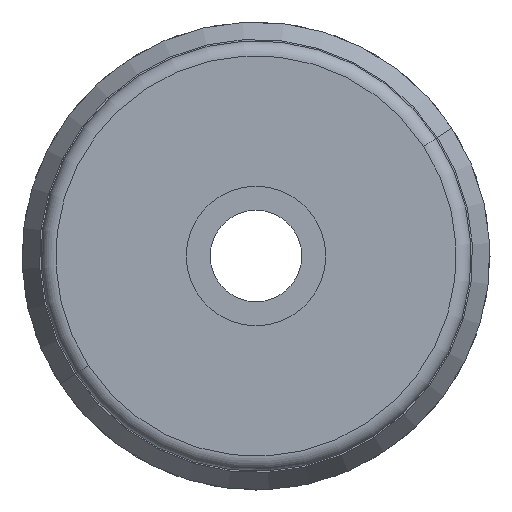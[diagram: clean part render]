
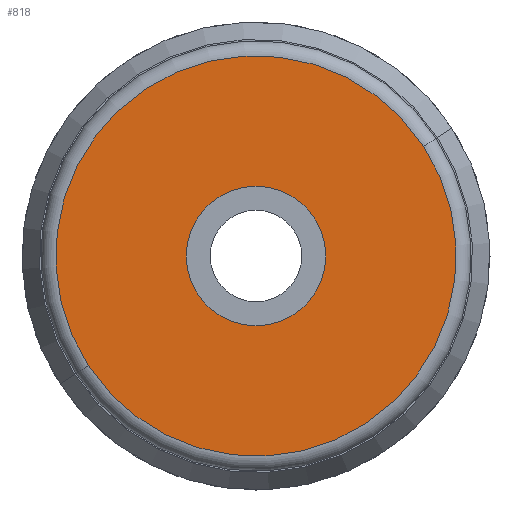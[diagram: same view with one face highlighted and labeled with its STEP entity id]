
A CAD part, front view. The second image highlights one B-rep face of the part: STEP entity #818.
In plain terms, the highlighted planar face has unit normal (0, -1, 0).
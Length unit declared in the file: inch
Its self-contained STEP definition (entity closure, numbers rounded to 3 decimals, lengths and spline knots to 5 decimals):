
#37 = CARTESIAN_POINT ( 'NONE',  ( -0.0465, -2.44625, 0. ) ) ;
#38 = CARTESIAN_POINT ( 'NONE',  ( 0.0465, -2.44625, 0. ) ) ;
#120 = CARTESIAN_POINT ( 'NONE',  ( 0.11176, -2.44625, 0.07302 ) ) ;
#159 = ORIENTED_EDGE ( 'NONE', *, *, #1047, .T. ) ;
#202 = ORIENTED_EDGE ( 'NONE', *, *, #1387, .T. ) ;
#383 = EDGE_LOOP ( 'NONE', ( #202, #685 ) ) ;
#407 = EDGE_LOOP ( 'NONE', ( #159, #661 ) ) ;
#492 = EDGE_CURVE ( 'NONE', #593, #595, #1125, .T. ) ;
#593 = VERTEX_POINT ( 'NONE', #38 ) ;
#595 = VERTEX_POINT ( 'NONE', #37 ) ;
#623 = VERTEX_POINT ( 'NONE', #881 ) ;
#660 = VERTEX_POINT ( 'NONE', #120 ) ;
#661 = ORIENTED_EDGE ( 'NONE', *, *, #1390, .T. ) ;
#685 = ORIENTED_EDGE ( 'NONE', *, *, #492, .T. ) ;
#688 = PLANE ( 'NONE',  #1249 ) ;
#691 = FACE_BOUND ( 'NONE', #383, .T. ) ;
#693 = DIRECTION ( 'NONE',  ( 0., -1., 0. ) ) ;
#694 = FACE_OUTER_BOUND ( 'NONE', #407, .T. ) ;
#698 = CARTESIAN_POINT ( 'NONE',  ( 0., -2.44625, 0. ) ) ;
#725 = CARTESIAN_POINT ( 'NONE',  ( 0., -2.44625, 0. ) ) ;
#726 = DIRECTION ( 'NONE',  ( 0., 1., 0. ) ) ;
#727 = DIRECTION ( 'NONE',  ( 1., 0., 0. ) ) ;
#734 = CARTESIAN_POINT ( 'NONE',  ( 0., -2.44625, 0. ) ) ;
#735 = DIRECTION ( 'NONE',  ( 0., -1., 0. ) ) ;
#736 = DIRECTION ( 'NONE',  ( -0.837, 0., -0.547 ) ) ;
#818 = ADVANCED_FACE ( 'NONE', ( #694, #691 ), #688, .T. ) ;
#881 = CARTESIAN_POINT ( 'NONE',  ( -0.11176, -2.44625, -0.07302 ) ) ;
#929 = CARTESIAN_POINT ( 'NONE',  ( 0., -2.44625, 0. ) ) ;
#934 = DIRECTION ( 'NONE',  ( 1., 0., 0. ) ) ;
#935 = DIRECTION ( 'NONE',  ( 0., 1., 0. ) ) ;
#972 = DIRECTION ( 'NONE',  ( -0.837, 0., -0.547 ) ) ;
#1047 = EDGE_CURVE ( 'NONE', #623, #660, #1172, .T. ) ;
#1111 = CARTESIAN_POINT ( 'NONE',  ( 0., -2.44625, 0. ) ) ;
#1112 = DIRECTION ( 'NONE',  ( 0., -1., 0. ) ) ;
#1113 = DIRECTION ( 'NONE',  ( -0.837, 0., -0.547 ) ) ;
#1125 = CIRCLE ( 'NONE', #1297, 0.0465 ) ;
#1172 = CIRCLE ( 'NONE', #1328, 0.1335 ) ;
#1181 = AXIS2_PLACEMENT_3D ( 'NONE', #734, #735, #736 ) ;
#1249 = AXIS2_PLACEMENT_3D ( 'NONE', #698, #693, #972 ) ;
#1270 = CIRCLE ( 'NONE', #1181, 0.1335 ) ;
#1297 = AXIS2_PLACEMENT_3D ( 'NONE', #929, #935, #934 ) ;
#1298 = CIRCLE ( 'NONE', #1326, 0.0465 ) ;
#1326 = AXIS2_PLACEMENT_3D ( 'NONE', #725, #726, #727 ) ;
#1328 = AXIS2_PLACEMENT_3D ( 'NONE', #1111, #1112, #1113 ) ;
#1387 = EDGE_CURVE ( 'NONE', #595, #593, #1298, .T. ) ;
#1390 = EDGE_CURVE ( 'NONE', #660, #623, #1270, .T. ) ;
